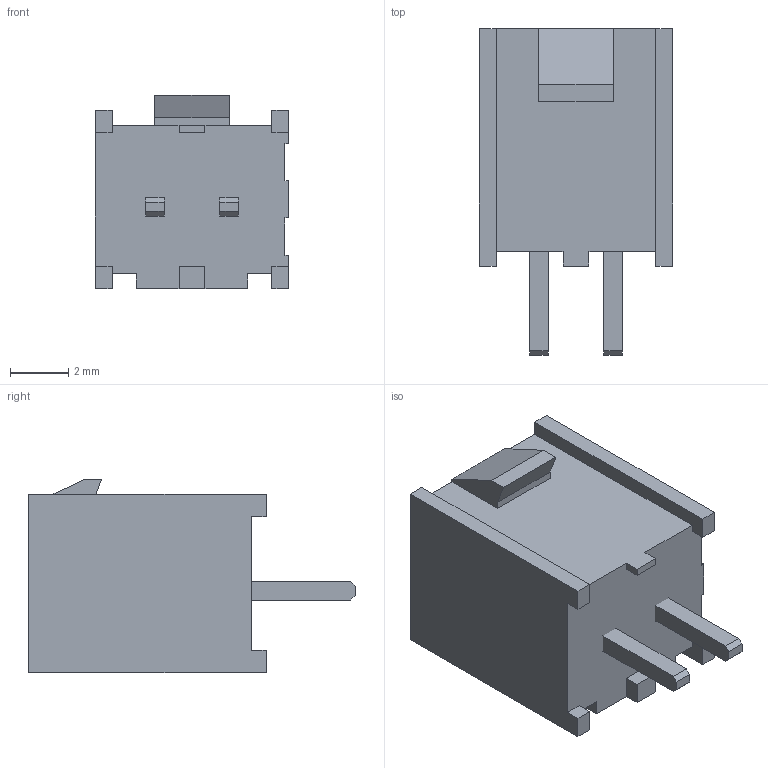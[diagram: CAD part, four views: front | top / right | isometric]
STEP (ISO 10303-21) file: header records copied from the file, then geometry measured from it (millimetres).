
FILE_DESCRIPTION(/* description */ ('IPL1-IPL1 Series - (2,54 mm) .100" Discrete Wire Header'),/* implementation_level */ '2;1');
FILE_NAME(/* name */ 'IPL1.stp',/* time_stamp */ '2019-03-13T15:00:49+01:00',/* author */ ('Thartarus'),/* organization */ ('SAMTEC'),/* preprocessor_version */ 'ST-DEVELOPER v17',/* originating_system */ 'Autodesk Inventor 2019',/* authorisation */ '');
FILE_SCHEMA (('AUTOMOTIVE_DESIGN { 1 0 10303 214 3 1 1 }'));
Length unit declared in the file: inch
Products named in the file (3): IPL1-102-01-F-S-K; IPL1-102-01-S-K_header; T-1S64-01-02-S
Assembly tree (2 placements, depth 2):
  IPL1-102-01-F-S-K
    IPL1-102-01-S-K_header
    T-1S64-01-02-S
Bounding box: 6.6 x 11.18 x 6.6 mm (x, y, z)
Volume: 215.2 mm3; surface area: 478 mm2
Topology: 2 solids, 2 shells, 83 faces, 234 edges, 156 vertices
Faces by surface type: plane 83
Entity records: 2740 total; most frequent: CARTESIAN_POINT 478, ORIENTED_EDGE 468, DIRECTION 410, LINE 234, VECTOR 234, EDGE_CURVE 234, VERTEX_POINT 156, AXIS2_PLACEMENT_3D 88
